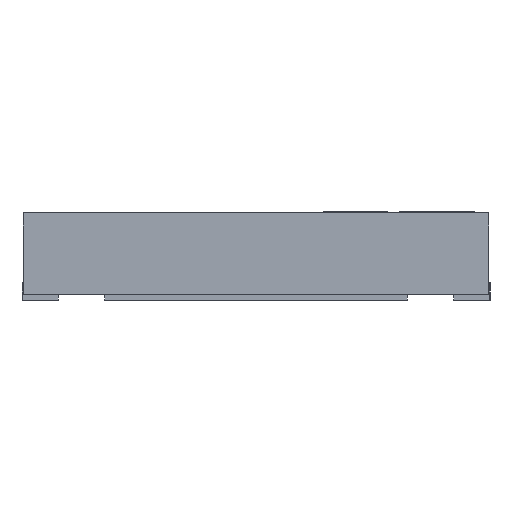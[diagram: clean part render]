
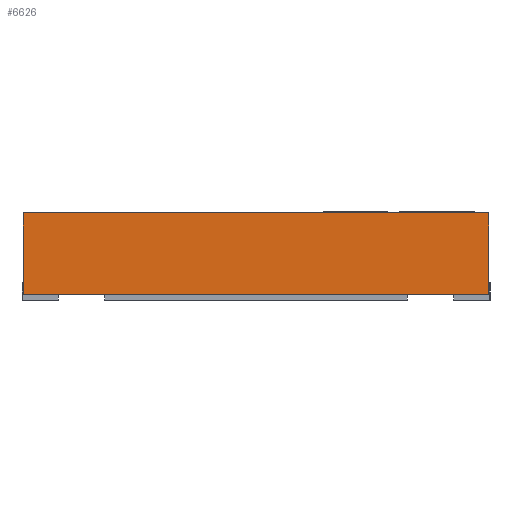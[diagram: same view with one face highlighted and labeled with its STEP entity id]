
A CAD part, front view. The second image highlights one B-rep face of the part: STEP entity #6626.
In plain terms, the highlighted planar face has unit normal (0, -1, 0).
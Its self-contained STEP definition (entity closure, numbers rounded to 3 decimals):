
#247 = PLANE ( 'NONE',  #9850 ) ;
#658 = LINE ( 'NONE', #14440, #1801 ) ;
#1422 = CARTESIAN_POINT ( 'NONE',  ( -2., -2., 0. ) ) ;
#1801 = VECTOR ( 'NONE', #16786, 1000. ) ;
#3368 = ORIENTED_EDGE ( 'NONE', *, *, #17134, .T. ) ;
#4099 = VERTEX_POINT ( 'NONE', #6866 ) ;
#4177 = DIRECTION ( 'NONE',  ( 1., 0., 0. ) ) ;
#4505 = LINE ( 'NONE', #8532, #10091 ) ;
#4800 = DIRECTION ( 'NONE',  ( 0., 0., -1. ) ) ;
#6626 = ADVANCED_FACE ( 'NONE', ( #16128 ), #247, .F. ) ;
#6866 = CARTESIAN_POINT ( 'NONE',  ( -2., -2., 0.7 ) ) ;
#7330 = LINE ( 'NONE', #14152, #11989 ) ;
#7603 = VECTOR ( 'NONE', #4177, 1000. ) ;
#8188 = CARTESIAN_POINT ( 'NONE',  ( -2., -2., 0.7 ) ) ;
#8360 = DIRECTION ( 'NONE',  ( 0., 0., 1. ) ) ;
#8532 = CARTESIAN_POINT ( 'NONE',  ( -2., -2., 0.7 ) ) ;
#9592 = EDGE_CURVE ( 'NONE', #17089, #13889, #11985, .T. ) ;
#9850 = AXIS2_PLACEMENT_3D ( 'NONE', #8188, #14920, #8360 ) ;
#10091 = VECTOR ( 'NONE', #13854, 1000. ) ;
#10421 = EDGE_CURVE ( 'NONE', #13346, #13889, #7330, .T. ) ;
#10668 = EDGE_LOOP ( 'NONE', ( #14466, #14232, #15195, #3368 ) ) ;
#11127 = CARTESIAN_POINT ( 'NONE',  ( -2., -2., 0. ) ) ;
#11952 = EDGE_CURVE ( 'NONE', #4099, #13346, #4505, .T. ) ;
#11985 = LINE ( 'NONE', #1422, #7603 ) ;
#11989 = VECTOR ( 'NONE', #4800, 1000. ) ;
#12600 = CARTESIAN_POINT ( 'NONE',  ( 2., -2., 0.7 ) ) ;
#13346 = VERTEX_POINT ( 'NONE', #12600 ) ;
#13854 = DIRECTION ( 'NONE',  ( 1., 0., 0. ) ) ;
#13889 = VERTEX_POINT ( 'NONE', #16559 ) ;
#14152 = CARTESIAN_POINT ( 'NONE',  ( 2., -2., 0.7 ) ) ;
#14232 = ORIENTED_EDGE ( 'NONE', *, *, #10421, .F. ) ;
#14440 = CARTESIAN_POINT ( 'NONE',  ( -2., -2., 0.7 ) ) ;
#14466 = ORIENTED_EDGE ( 'NONE', *, *, #9592, .T. ) ;
#14920 = DIRECTION ( 'NONE',  ( 0., 1., 0. ) ) ;
#15195 = ORIENTED_EDGE ( 'NONE', *, *, #11952, .F. ) ;
#16128 = FACE_OUTER_BOUND ( 'NONE', #10668, .T. ) ;
#16559 = CARTESIAN_POINT ( 'NONE',  ( 2., -2., 0. ) ) ;
#16786 = DIRECTION ( 'NONE',  ( 0., 0., -1. ) ) ;
#17089 = VERTEX_POINT ( 'NONE', #11127 ) ;
#17134 = EDGE_CURVE ( 'NONE', #4099, #17089, #658, .T. ) ;
